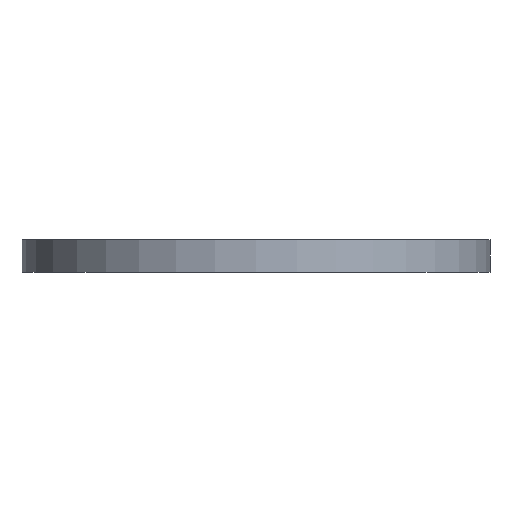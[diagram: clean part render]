
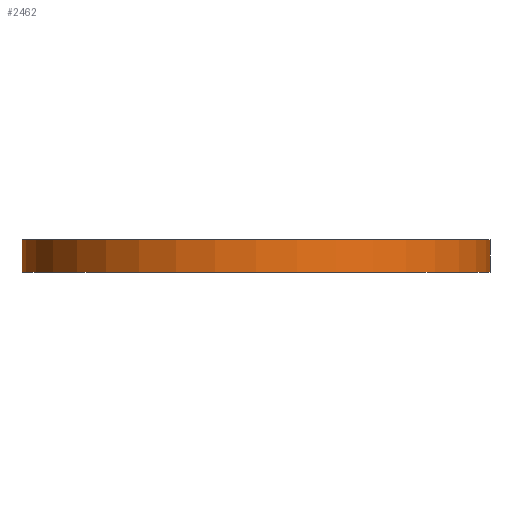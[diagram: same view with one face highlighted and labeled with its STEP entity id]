
A CAD part, front view. The second image highlights one B-rep face of the part: STEP entity #2462.
In plain terms, the highlighted cylindrical face has radius 24.845 mm (diameter 49.69 mm), a full revolution.
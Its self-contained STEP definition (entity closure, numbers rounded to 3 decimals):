
#2462 = ADVANCED_FACE( '', ( #4926, #4927 ), #4928, .T. );
#4926 = FACE_OUTER_BOUND( '', #7383, .T. );
#4927 = FACE_OUTER_BOUND( '', #7384, .T. );
#4928 = CYLINDRICAL_SURFACE( '', #7385, 24.845 );
#7383 = EDGE_LOOP( '', ( #14392 ) );
#7384 = EDGE_LOOP( '', ( #14393 ) );
#7385 = AXIS2_PLACEMENT_3D( '', #14394, #14395, #14396 );
#14392 = ORIENTED_EDGE( '', *, *, #15383, .T. );
#14393 = ORIENTED_EDGE( '', *, *, #14558, .T. );
#14394 = CARTESIAN_POINT( '', ( 0., 0., 0. ) );
#14395 = DIRECTION( '', ( 0., 0., -1. ) );
#14396 = DIRECTION( '', ( 1., 0., 0. ) );
#14558 = EDGE_CURVE( '', #17369, #17369, #17370, .F. );
#15383 = EDGE_CURVE( '', #18876, #18876, #18877, .F. );
#17369 = VERTEX_POINT( '', #21226 );
#17370 = CIRCLE( '', #21227, 24.845 );
#18876 = VERTEX_POINT( '', #23252 );
#18877 = CIRCLE( '', #23253, 24.845 );
#21226 = CARTESIAN_POINT( '', ( -24.845, 0., -3.5 ) );
#21227 = AXIS2_PLACEMENT_3D( '', #26162, #26163, #26164 );
#23252 = CARTESIAN_POINT( '', ( 24.845, 0., 0. ) );
#23253 = AXIS2_PLACEMENT_3D( '', #27437, #27438, #27439 );
#26162 = CARTESIAN_POINT( '', ( 0., 0., -3.5 ) );
#26163 = DIRECTION( '', ( 0., 0., -1. ) );
#26164 = DIRECTION( '', ( -1., 0., 0. ) );
#27437 = CARTESIAN_POINT( '', ( 0., 0., 0. ) );
#27438 = DIRECTION( '', ( 0., 0., 1. ) );
#27439 = DIRECTION( '', ( 1., 0., 0. ) );
